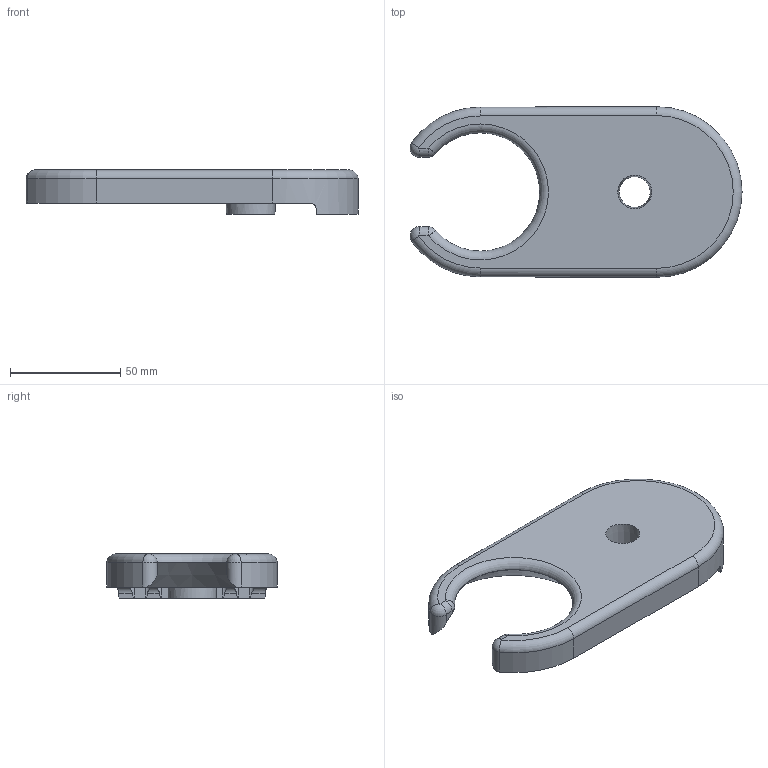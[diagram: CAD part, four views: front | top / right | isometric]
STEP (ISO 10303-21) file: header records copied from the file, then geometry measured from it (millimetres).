
FILE_DESCRIPTION(/* description */ ('STEP AP214'),/* implementation_level */ '2;1');
FILE_NAME(/* name */ '098BI080ZS',/* time_stamp */ '2022-08-09T16:10:12+02:00',/* author */ ('License CC BY-ND 4.0'),/* organization */ ('CADENAS'),/* preprocessor_version */ 'ST-DEVELOPER v18.102',/* originating_system */ 'PARTsolutions',/* authorisation */ ' ');
FILE_SCHEMA (('AUTOMOTIVE_DESIGN {1 0 10303 214 3 1 1}'));
Length unit declared in the file: millimetre
Products named in the file (1): 098BI080ZS
Bounding box: 150.71 x 77.4 x 20 mm (x, y, z)
Volume: 72917.2 mm3; surface area: 33570.2 mm2
Topology: 1 solids, 1 shells, 134 faces, 365 edges, 237 vertices
Faces by surface type: cylinder 58, plane 57, bspline 8, torus 8, cone 3
Entity records: 5333 total; most frequent: CARTESIAN_POINT 1011, ORIENTED_EDGE 722, DIRECTION 699, EDGE_CURVE 361, AXIS2_PLACEMENT_3D 265, VERTEX_POINT 235, LINE 169, VECTOR 169
